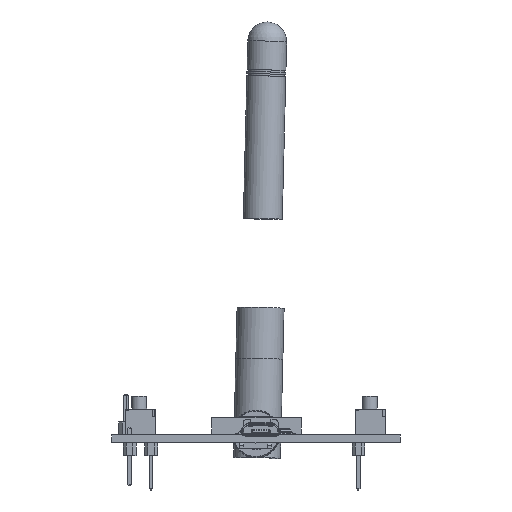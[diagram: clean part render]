
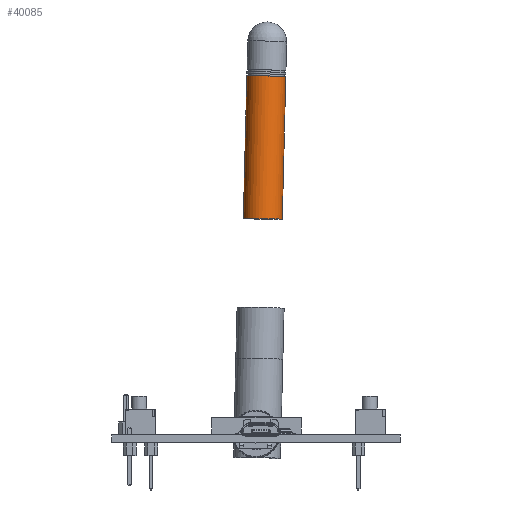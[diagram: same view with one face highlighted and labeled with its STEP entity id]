
A CAD part, front view. The second image highlights one B-rep face of the part: STEP entity #40085.
In plain terms, the highlighted cylindrical face has radius 3.85 mm (diameter 7.7 mm), a full revolution.
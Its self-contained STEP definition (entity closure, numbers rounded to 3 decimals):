
#4088=FACE_OUTER_BOUND('',#6495,.T.);
#6495=EDGE_LOOP('',(#32850,#32851,#32852,#32853,#32854));
#10165=LINE('',#61995,#14800);
#14800=VECTOR('',#50289,3.85);
#17421=CIRCLE('',#43052,3.85);
#17422=CIRCLE('',#43053,3.85);
#17423=CIRCLE('',#43054,3.85);
#19843=VERTEX_POINT('',#61991);
#19844=VERTEX_POINT('',#61992);
#19845=VERTEX_POINT('',#61994);
#24427=EDGE_CURVE('',#19843,#19844,#17421,.T.);
#24428=EDGE_CURVE('',#19844,#19845,#10165,.T.);
#24429=EDGE_CURVE('',#19845,#19845,#17422,.T.);
#24430=EDGE_CURVE('',#19844,#19843,#17423,.T.);
#32850=ORIENTED_EDGE('',*,*,#24427,.T.);
#32851=ORIENTED_EDGE('',*,*,#24428,.T.);
#32852=ORIENTED_EDGE('',*,*,#24429,.T.);
#32853=ORIENTED_EDGE('',*,*,#24428,.F.);
#32854=ORIENTED_EDGE('',*,*,#24430,.T.);
#38718=CYLINDRICAL_SURFACE('',#43051,3.85);
#40085=ADVANCED_FACE('',(#4088),#38718,.T.);
#43051=AXIS2_PLACEMENT_3D('',#61990,#50285,#50286);
#43052=AXIS2_PLACEMENT_3D('',#61993,#50287,#50288);
#43053=AXIS2_PLACEMENT_3D('',#61996,#50290,#50291);
#43054=AXIS2_PLACEMENT_3D('',#61997,#50292,#50293);
#50285=DIRECTION('center_axis',(0.025,0.021,-0.999));
#50286=DIRECTION('ref_axis',(-0.999,0.025,-0.024));
#50287=DIRECTION('center_axis',(-0.025,-0.021,
0.999));
#50288=DIRECTION('ref_axis',(-0.999,0.025,-0.024));
#50289=DIRECTION('',(-0.025,-0.021,0.999));
#50290=DIRECTION('center_axis',(0.025,0.021,-0.999));
#50291=DIRECTION('ref_axis',(-0.999,0.025,-0.024));
#50292=DIRECTION('center_axis',(-0.025,-0.021,
0.999));
#50293=DIRECTION('ref_axis',(-0.999,0.025,-0.024));
#61990=CARTESIAN_POINT('Origin',(-1.373,-38.727,42.717));
#61991=CARTESIAN_POINT('',(-5.221,-38.632,42.624));
#61992=CARTESIAN_POINT('',(2.475,-38.822,42.81));
#61993=CARTESIAN_POINT('Origin',(-1.373,-38.727,42.717));
#61994=CARTESIAN_POINT('',(1.779,-39.422,70.995));
#61995=CARTESIAN_POINT('',(2.475,-38.822,42.81));
#61996=CARTESIAN_POINT('Origin',(-2.069,-39.327,70.902));
#61997=CARTESIAN_POINT('Origin',(-1.373,-38.727,42.717));
